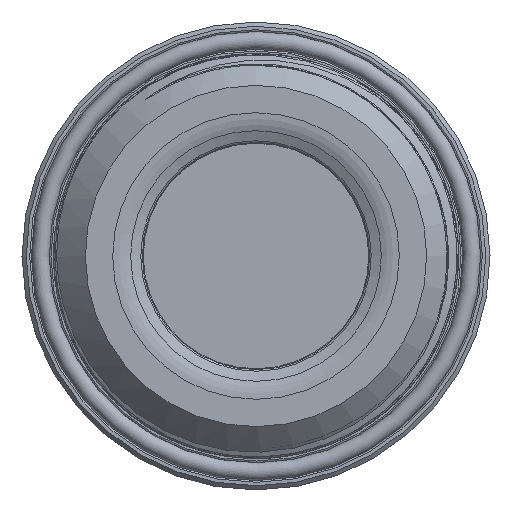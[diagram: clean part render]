
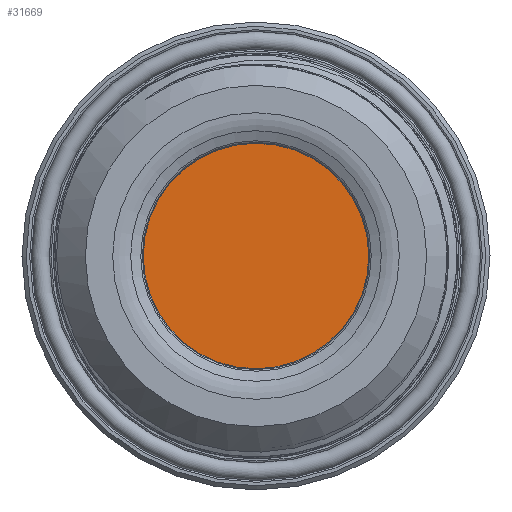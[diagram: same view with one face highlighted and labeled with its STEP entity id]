
A CAD part, left-side view. The second image highlights one B-rep face of the part: STEP entity #31669.
In plain terms, the highlighted face is planar.
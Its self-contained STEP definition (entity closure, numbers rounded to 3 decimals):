
#1760=PLANE('',#34026);
#3159=FACE_OUTER_BOUND('',#4976,.T.);
#4976=EDGE_LOOP('',(#28244));
#5937=CIRCLE('',#34025,13.559);
#15411=VERTEX_POINT('',#81772);
#19793=EDGE_CURVE('',#15411,#15411,#5937,.T.);
#28244=ORIENTED_EDGE('',*,*,#19793,.T.);
#31669=ADVANCED_FACE('',(#3159),#1760,.T.);
#34025=AXIS2_PLACEMENT_3D('',#81774,#40816,#40817);
#34026=AXIS2_PLACEMENT_3D('',#81775,#40818,#40819);
#40816=DIRECTION('center_axis',(1.,0.,0.));
#40817=DIRECTION('ref_axis',(0.,0.,-1.));
#40818=DIRECTION('center_axis',(1.,0.,0.));
#40819=DIRECTION('ref_axis',(0.,0.,-1.));
#81772=CARTESIAN_POINT('',(19.021,-13.559,0.));
#81774=CARTESIAN_POINT('Origin',(19.021,0.,0.));
#81775=CARTESIAN_POINT('Origin',(19.021,0.,0.));
